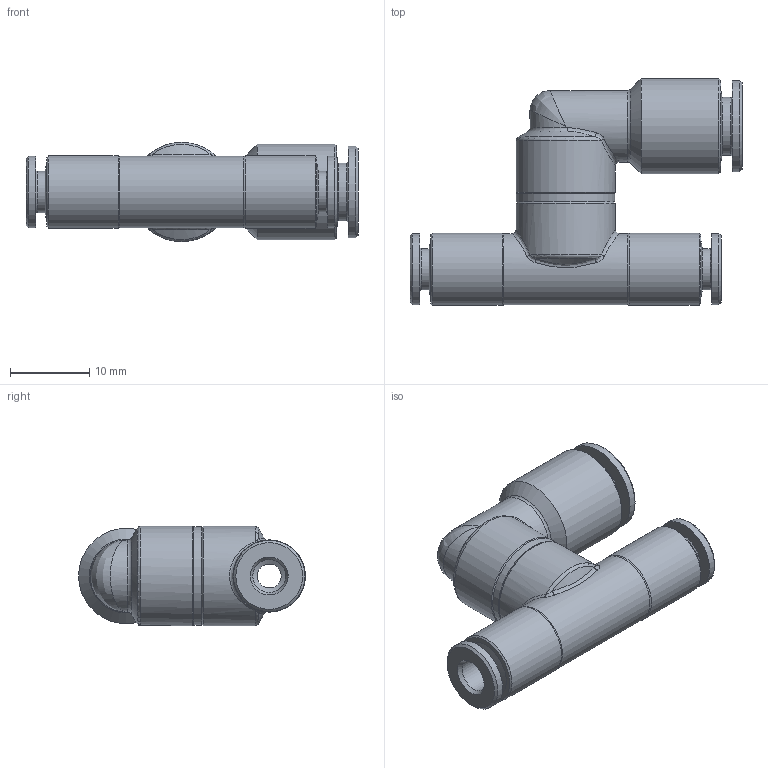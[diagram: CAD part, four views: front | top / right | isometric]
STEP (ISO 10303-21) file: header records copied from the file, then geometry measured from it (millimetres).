
FILE_DESCRIPTION( ( 'STEP AP214' ), '1' );
FILE_NAME( 'psolqas_15768_46.stp', '2020-12-01T17:15:25', ( 'License CC BY-ND 4.0' ), ( 'CADENAS' ), ' ', 'PARTsolutions', ' ' );
FILE_SCHEMA( ( 'AUTOMOTIVE_DESIGN { 1 0 10303 214 1 1 1 1 }' ) );
Length unit declared in the file: metre
Products named in the file (1): Taglia-Rivoluzione2
Bounding box: 41.8 x 28.55 x 12.5 mm (x, y, z)
Volume: 4514.7 mm3; surface area: 3954.8 mm2
Topology: 1 solids, 1 shells, 83 faces, 183 edges, 108 vertices
Faces by surface type: cone 24, cylinder 22, plane 16, bspline 14, torus 7
Full cylindrical faces by diameter (mm): 3 x1, 4.15 x2, 5 x1, 5.2 x2, 6 x1, 6.15 x1, 7.3 x1, 9 x4, 9.1 x2, 11.5 x1, 12 x1, 12.4 x1, 12.5 x2
Entity records: 3538 total; most frequent: CARTESIAN_POINT 1407, DIRECTION 296, ORIENTED_EDGE 244, AXIS2_PLACEMENT_3D 146, EDGE_LOOP 139, EDGE_CURVE 122, FACE_OUTER_BOUND 105, VERTEX_POINT 95
